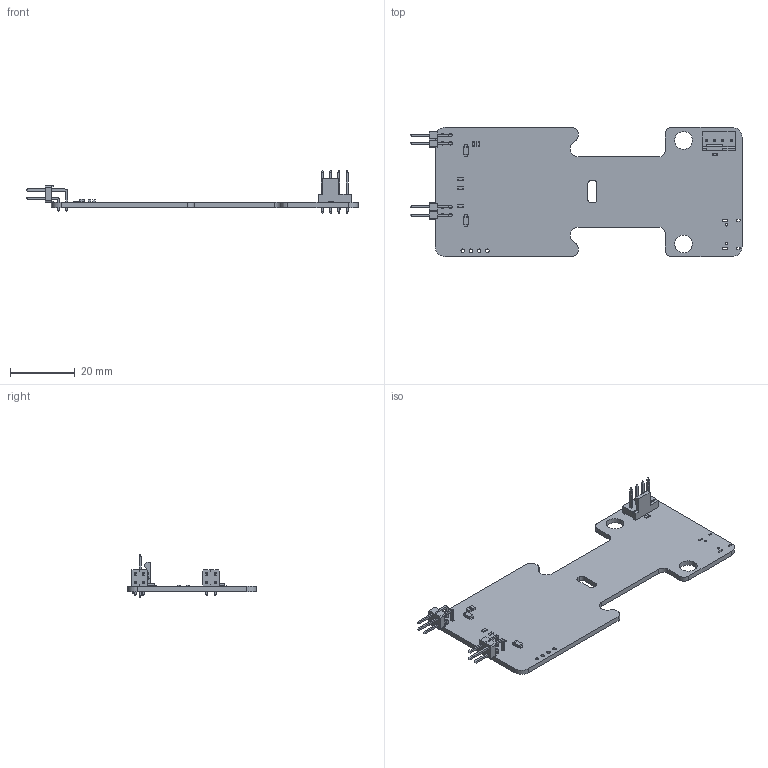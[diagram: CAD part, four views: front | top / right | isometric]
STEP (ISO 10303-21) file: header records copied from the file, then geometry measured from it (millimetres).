
FILE_DESCRIPTION(/* description */ (''),/* implementation_level */ '2;1');
FILE_NAME(/* name */ 'Fan_Unit_Dumb_V1.1.step',/* time_stamp */ '2024-02-11T20:15:24+01:00',/* author */ ('Ivan Kuleshov'),/* organization */ ('Uptime Industies Inc.'),/* preprocessor_version */ 'ST-DEVELOPER v20',/* originating_system */ 'Autodesk Translation Framework v12.20.1.177',/* authorisation */ 'Creative Commons Attribution-ShareAlike (CC BY-SA), Uptime Lab Inc., 447 Broadway #2114, New York, NY 10013, The United States');
FILE_SCHEMA (('AUTOMOTIVE_DESIGN { 1 0 10303 214 3 1 1 }'));
Length unit declared in the file: millimetre
Products named in the file (26): STEP_STA for Fan_Unit_PCB_V1.1.PcbDoc; Board; Open CASCADE STEP translator 7.5 1.1.1; R30; R4; R3; J3; 470531000; Open CASCADE STEP translator 7.5 1.5.1.1; Open CASCADE STEP translator 7.5 1.5.1.2; J2; J1; 61300421021 (rev1); 6130xx21021_PIN; 6130xx21021_PIN_G; 61300421021; D2; D1; User Library-SOD-123FL; C21; C20; CAP_0603; User Library-CAP_0603_CAP_0603_Body_1; User Library-CAP_0603_CAP_0603_Lead_1; R31; res0603
Assembly tree (34 placements, depth 4):
  STEP_STA for Fan_Unit_PCB_V1.1.PcbDoc
    Board
      Open CASCADE STEP translator 7.5 1.1.1
    R30
      res0603
    R4
      res0603
    R3
      res0603
    J3
      470531000
        Open CASCADE STEP translator 7.5 1.5.1.1
        Open CASCADE STEP translator 7.5 1.5.1.2
    J2
      61300421021 (rev1)
        6130xx21021_PIN  x2
        6130xx21021_PIN_G  x2
        61300421021
    J1
      61300421021 (rev1)
        6130xx21021_PIN  x2
        6130xx21021_PIN_G  x2
        61300421021
    D2
      User Library-SOD-123FL
    D1
      User Library-SOD-123FL
    C21
      CAP_0603
        User Library-CAP_0603_CAP_0603_Lead_1  x2
        User Library-CAP_0603_CAP_0603_Body_1
    C20
      CAP_0603
        User Library-CAP_0603_CAP_0603_Lead_1  x2
        User Library-CAP_0603_CAP_0603_Body_1
    R31
      res0603
Bounding box: 102.86 x 40 x 13.5 mm (x, y, z)
Volume: 5428.6 mm3; surface area: 8116.2 mm2
Topology: 24 solids, 24 shells, 734 faces, 1767 edges, 1068 vertices
Faces by surface type: plane 572, cylinder 145, torus 8, sphere 8, cone 1
Full cylindrical faces by diameter (mm): 0.7 x2, 1 x8, 1.1 x8, 1.25 x1, 5.5 x2
Entity records: 11823 total; most frequent: DIRECTION 1938, CARTESIAN_POINT 1917, ORIENTED_EDGE 1830, EDGE_CURVE 915, LINE 764, VECTOR 764, AXIS2_PLACEMENT_3D 587, VERTEX_POINT 566
